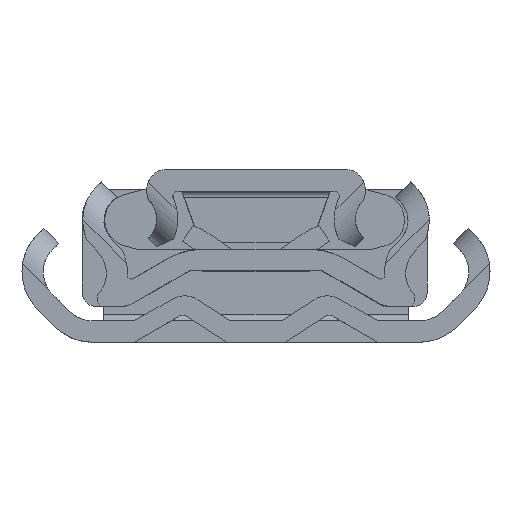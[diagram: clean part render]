
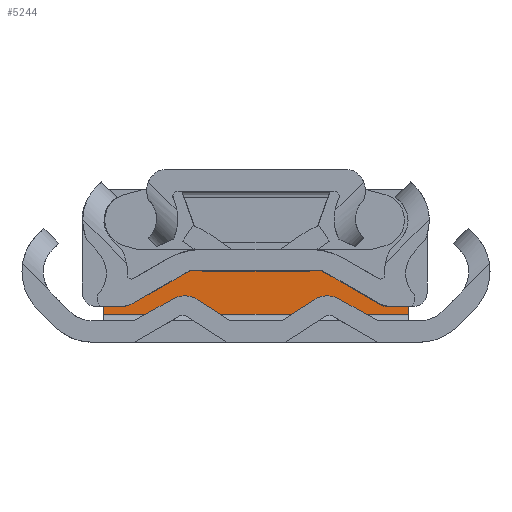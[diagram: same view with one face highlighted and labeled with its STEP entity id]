
A CAD part, left-side view. The second image highlights one B-rep face of the part: STEP entity #5244.
In plain terms, the highlighted planar face has unit normal (-1, 0, 0).
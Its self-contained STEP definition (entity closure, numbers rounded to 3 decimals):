
#68 = VERTEX_POINT ( 'NONE', #3039 ) ;
#335 = VERTEX_POINT ( 'NONE', #9247 ) ;
#383 = DIRECTION ( 'NONE',  ( 0., 0., -1. ) ) ;
#957 = FACE_OUTER_BOUND ( 'NONE', #9863, .T. ) ;
#1272 = CARTESIAN_POINT ( 'NONE',  ( 201.6, -9.5, 6.4 ) ) ;
#1382 = ORIENTED_EDGE ( 'NONE', *, *, #8880, .T. ) ;
#1972 = DIRECTION ( 'NONE',  ( 0., -1., 0. ) ) ;
#2056 = ORIENTED_EDGE ( 'NONE', *, *, #8778, .F. ) ;
#2295 = CARTESIAN_POINT ( 'NONE',  ( 201.6, -11.5, 2.1 ) ) ;
#2388 = AXIS2_PLACEMENT_3D ( 'NONE', #1272, #5506, #4503 ) ;
#2397 = VECTOR ( 'NONE', #6132, 1000. ) ;
#2429 = CARTESIAN_POINT ( 'NONE',  ( 201.6, 9.5, 8.4 ) ) ;
#2675 = VERTEX_POINT ( 'NONE', #6460 ) ;
#2718 = VERTEX_POINT ( 'NONE', #2429 ) ;
#2894 = CARTESIAN_POINT ( 'NONE',  ( 201.6, -11.5, 6.4 ) ) ;
#3039 = CARTESIAN_POINT ( 'NONE',  ( 201.6, -11.5, 2.1 ) ) ;
#3176 = AXIS2_PLACEMENT_3D ( 'NONE', #7007, #7106, #6316 ) ;
#3512 = LINE ( 'NONE', #7703, #7762 ) ;
#3801 = EDGE_CURVE ( 'NONE', #6230, #6249, #6981, .T. ) ;
#4442 = CARTESIAN_POINT ( 'NONE',  ( 201.6, 11.5, 6.4 ) ) ;
#4503 = DIRECTION ( 'NONE',  ( 0., 0., -1. ) ) ;
#4537 = ORIENTED_EDGE ( 'NONE', *, *, #6457, .F. ) ;
#4987 = DIRECTION ( 'NONE',  ( 1., 0., 0. ) ) ;
#5244 = ADVANCED_FACE ( 'NONE', ( #957 ), #8330, .F. ) ;
#5506 = DIRECTION ( 'NONE',  ( 1., 0., 0. ) ) ;
#5980 = VECTOR ( 'NONE', #6383, 1000. ) ;
#6008 = ORIENTED_EDGE ( 'NONE', *, *, #3801, .F. ) ;
#6132 = DIRECTION ( 'NONE',  ( 0., 0., -1. ) ) ;
#6142 = DIRECTION ( 'NONE',  ( 0., 0., 1. ) ) ;
#6230 = VERTEX_POINT ( 'NONE', #9504 ) ;
#6249 = VERTEX_POINT ( 'NONE', #6960 ) ;
#6266 = EDGE_CURVE ( 'NONE', #6249, #2718, #7922, .T. ) ;
#6316 = DIRECTION ( 'NONE',  ( 0., 0., -1. ) ) ;
#6383 = DIRECTION ( 'NONE',  ( 0., -1., 0. ) ) ;
#6457 = EDGE_CURVE ( 'NONE', #2718, #335, #3512, .T. ) ;
#6460 = CARTESIAN_POINT ( 'NONE',  ( 201.6, -11.5, 6.4 ) ) ;
#6749 = CARTESIAN_POINT ( 'NONE',  ( 201.6, -9.5, 6.4 ) ) ;
#6818 = CIRCLE ( 'NONE', #2388, 2. ) ;
#6929 = LINE ( 'NONE', #2894, #2397 ) ;
#6960 = CARTESIAN_POINT ( 'NONE',  ( 201.6, 11.5, 6.4 ) ) ;
#6981 = LINE ( 'NONE', #4442, #9278 ) ;
#7007 = CARTESIAN_POINT ( 'NONE',  ( 201.6, 9.5, 6.4 ) ) ;
#7106 = DIRECTION ( 'NONE',  ( 1., 0., 0. ) ) ;
#7703 = CARTESIAN_POINT ( 'NONE',  ( 201.6, 9.5, 8.4 ) ) ;
#7762 = VECTOR ( 'NONE', #1972, 1000. ) ;
#7922 = CIRCLE ( 'NONE', #3176, 2. ) ;
#8208 = ORIENTED_EDGE ( 'NONE', *, *, #6266, .F. ) ;
#8277 = EDGE_CURVE ( 'NONE', #335, #2675, #6818, .T. ) ;
#8318 = ORIENTED_EDGE ( 'NONE', *, *, #8277, .F. ) ;
#8330 = PLANE ( 'NONE',  #9782 ) ;
#8778 = EDGE_CURVE ( 'NONE', #2675, #68, #6929, .T. ) ;
#8876 = LINE ( 'NONE', #2295, #5980 ) ;
#8880 = EDGE_CURVE ( 'NONE', #6230, #68, #8876, .T. ) ;
#9247 = CARTESIAN_POINT ( 'NONE',  ( 201.6, -9.5, 8.4 ) ) ;
#9278 = VECTOR ( 'NONE', #6142, 1000. ) ;
#9504 = CARTESIAN_POINT ( 'NONE',  ( 201.6, 11.5, 2.1 ) ) ;
#9782 = AXIS2_PLACEMENT_3D ( 'NONE', #6749, #4987, #383 ) ;
#9863 = EDGE_LOOP ( 'NONE', ( #6008, #1382, #2056, #8318, #4537, #8208 ) ) ;
